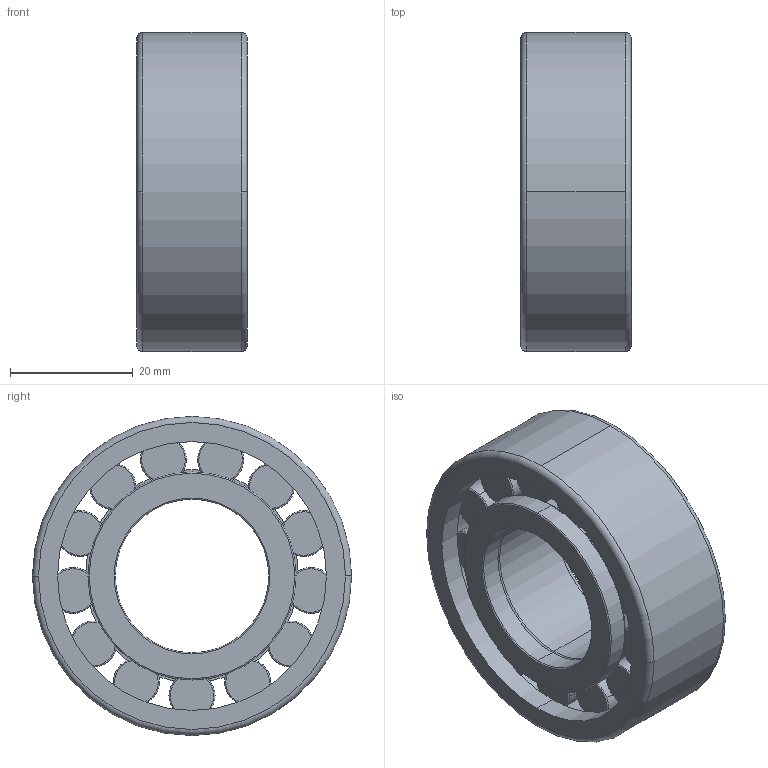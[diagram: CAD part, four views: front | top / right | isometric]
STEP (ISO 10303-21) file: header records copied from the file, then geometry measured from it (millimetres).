
FILE_DESCRIPTION(('STEP AP214'),'1');
FILE_NAME('nup2205-e-xl-tvp2.stp','2024-03-26T13:05:21',('TraceParts'),('TraceParts S.A.'),'Spatial InterOp 3D',' ',' ');
FILE_SCHEMA(('AUTOMOTIVE_DESIGN { 1 0 10303 214 1 1 1 1 }'));
Length unit declared in the file: millimetre
Products named in the file (1): nup2205-e-xl-tvp2_1
Bounding box: 18 x 52 x 52 mm (x, y, z)
Volume: 21362.5 mm3; surface area: 16596.2 mm2
Topology: 16 solids, 16 shells, 169 faces, 400 edges, 266 vertices
Faces by surface type: torus 78, cylinder 44, plane 35, cone 12
Entity records: 6542 total; most frequent: DIRECTION 1114, CARTESIAN_POINT 851, ORIENTED_EDGE 800, AXIS2_PLACEMENT_3D 529, EDGE_CURVE 400, CIRCLE 344, VERTEX_POINT 266, EDGE_LOOP 178
